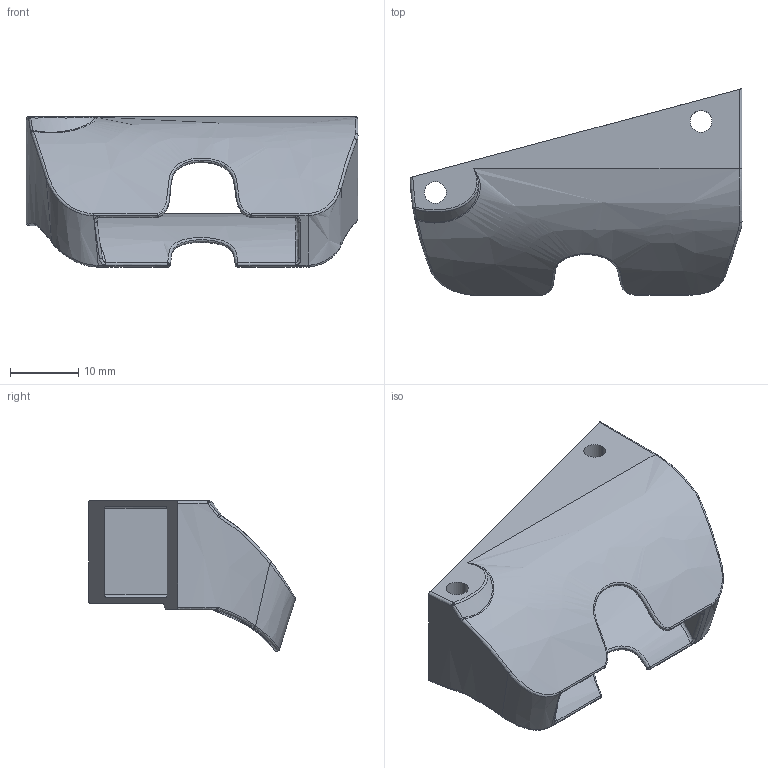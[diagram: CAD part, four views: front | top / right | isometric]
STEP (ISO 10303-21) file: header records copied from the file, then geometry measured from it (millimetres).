
FILE_DESCRIPTION (( 'STEP AP214' ), '1' );
FILE_NAME ('duck 1 mod.STEP', '2025-09-18T19:08:17', ( '' ), ( '' ), 'SwSTEP 2.0', 'SolidWorks 2024', '' );
FILE_SCHEMA (( 'AUTOMOTIVE_DESIGN' ));
Length unit declared in the file: millimetre
Products named in the file (1): duck 1 mod
Bounding box: 48.72 x 30.33 x 22.07 mm (x, y, z)
Volume: 5611 mm3; surface area: 5697.9 mm2
Topology: 1 solids, 1 shells, 95 faces, 226 edges, 128 vertices
Faces by surface type: bspline 67, sphere 12, cylinder 8, plane 8
Entity records: 8265 total; most frequent: CARTESIAN_POINT 5558, ORIENTED_EDGE 430, DIRECTION 216, EDGE_CURVE 215, VERTEX_POINT 122, B_SPLINE_CURVE_WITH_KNOTS 120, EDGE_LOOP 99, AXIS2_PLACEMENT_3D 97
